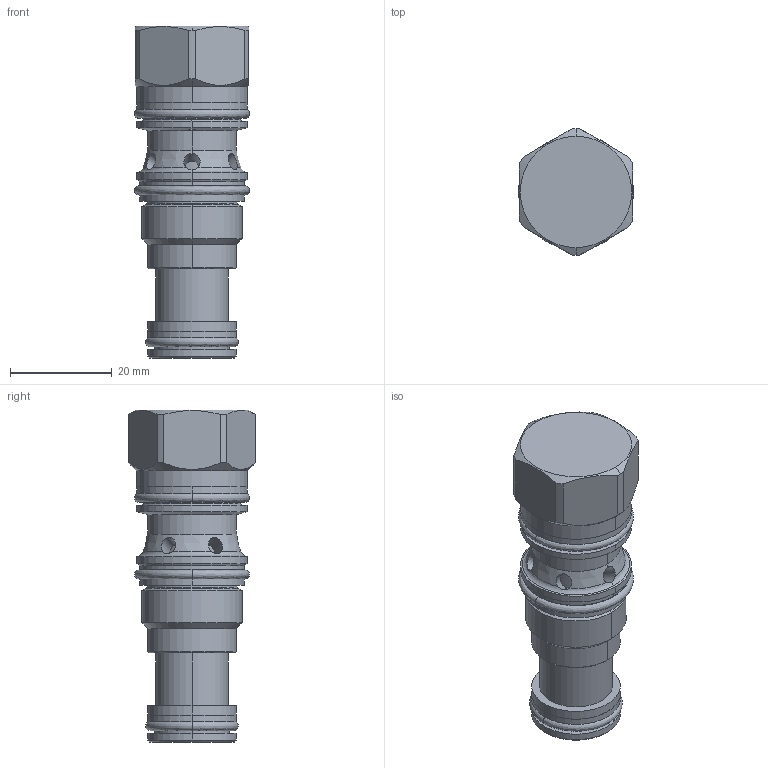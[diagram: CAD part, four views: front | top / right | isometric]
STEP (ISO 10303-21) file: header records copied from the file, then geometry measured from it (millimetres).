
FILE_DESCRIPTION((''),'2;1');
FILE_NAME('DVBB-8FN_PRT','2014-11-25T',('Administrator'),(''),'PRO/ENGINEER BY PARAMETRIC TECHNOLOGY CORPORATION, 2006240','PRO/ENGINEER BY PARAMETRIC TECHNOLOGY CORPORATION, 2006240','');
FILE_SCHEMA(('CONFIG_CONTROL_DESIGN'));
Length unit declared in the file: inch
Products named in the file (1): DVBB-8FN_PRT
Bounding box: 22.55 x 24.84 x 65.1 mm (x, y, z)
Volume: 18970.3 mm3; surface area: 6866.4 mm2
Topology: 4 solids, 4 shells, 130 faces, 296 edges, 178 vertices
Faces by surface type: cylinder 60, cone 22, plane 20, torus 16, revolution 12
Entity records: 4947 total; most frequent: CARTESIAN_POINT 2027, DIRECTION 606, ORIENTED_EDGE 588, EDGE_CURVE 294, AXIS2_PLACEMENT_3D 256, VERTEX_POINT 178, EDGE_LOOP 142, CIRCLE 138
